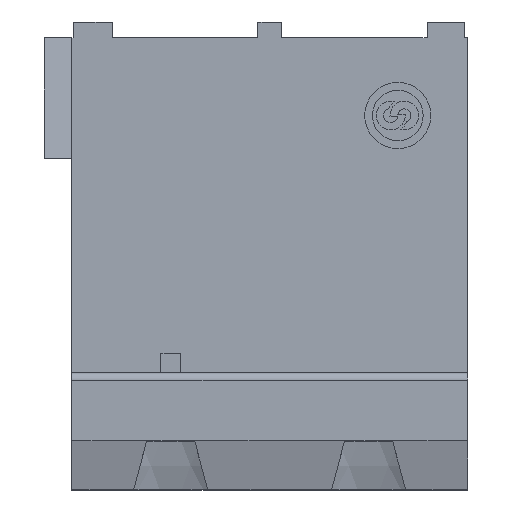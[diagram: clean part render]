
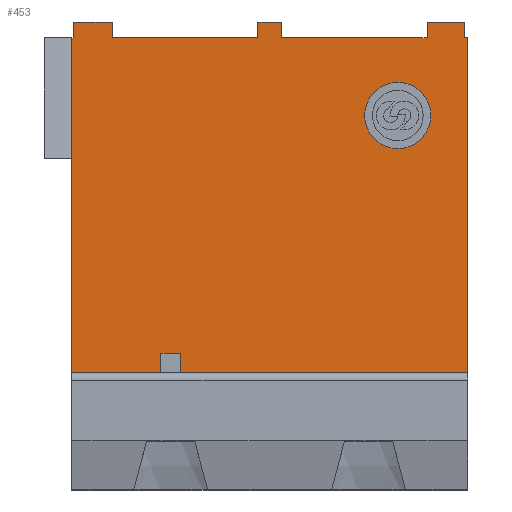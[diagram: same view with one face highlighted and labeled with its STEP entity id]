
A CAD part, top view. The second image highlights one B-rep face of the part: STEP entity #453.
In plain terms, the highlighted planar face has unit normal (0, 0, 1).
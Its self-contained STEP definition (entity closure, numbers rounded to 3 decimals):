
#426 = VERTEX_POINT('',#427);
#427 = CARTESIAN_POINT('',(4.98,-0.4,7.75));
#432 = EDGE_CURVE('',#433,#426,#435,.T.);
#433 = VERTEX_POINT('',#434);
#434 = CARTESIAN_POINT('',(6.68,-0.4,7.75));
#435 = CIRCLE('',#436,0.85);
#436 = AXIS2_PLACEMENT_3D('',#437,#438,#439);
#437 = CARTESIAN_POINT('',(5.83,-0.4,7.75));
#438 = DIRECTION('',(0.,0.,1.));
#439 = DIRECTION('',(1.,0.,0.));
#441 = EDGE_CURVE('',#426,#433,#442,.T.);
#442 = CIRCLE('',#443,0.85);
#443 = AXIS2_PLACEMENT_3D('',#444,#445,#446);
#444 = CARTESIAN_POINT('',(5.83,-0.4,7.75));
#445 = DIRECTION('',(0.,0.,1.));
#446 = DIRECTION('',(-1.,0.,0.));
#453 = ADVANCED_FACE('',(#454,#616),#620,.T.);
#454 = FACE_BOUND('',#455,.T.);
#455 = EDGE_LOOP('',(#456,#466,#474,#482,#490,#498,#506,#514,#522,#530,
    #538,#546,#554,#562,#570,#578,#586,#594,#602,#610));
#456 = ORIENTED_EDGE('',*,*,#457,.F.);
#457 = EDGE_CURVE('',#458,#460,#462,.T.);
#458 = VERTEX_POINT('',#459);
#459 = CARTESIAN_POINT('',(0.25,-7.,7.75));
#460 = VERTEX_POINT('',#461);
#461 = CARTESIAN_POINT('',(0.25,-6.5,7.75));
#462 = LINE('',#463,#464);
#463 = CARTESIAN_POINT('',(0.25,-7.,7.75));
#464 = VECTOR('',#465,1.);
#465 = DIRECTION('',(0.,1.,0.));
#466 = ORIENTED_EDGE('',*,*,#467,.F.);
#467 = EDGE_CURVE('',#468,#458,#470,.T.);
#468 = VERTEX_POINT('',#469);
#469 = CARTESIAN_POINT('',(7.62,-7.,7.75));
#470 = LINE('',#471,#472);
#471 = CARTESIAN_POINT('',(12.7,-7.,7.75));
#472 = VECTOR('',#473,1.);
#473 = DIRECTION('',(-1.,0.,0.));
#474 = ORIENTED_EDGE('',*,*,#475,.T.);
#475 = EDGE_CURVE('',#468,#476,#478,.T.);
#476 = VERTEX_POINT('',#477);
#477 = CARTESIAN_POINT('',(7.62,1.6,7.75));
#478 = LINE('',#479,#480);
#479 = CARTESIAN_POINT('',(7.62,-7.,7.75));
#480 = VECTOR('',#481,1.);
#481 = DIRECTION('',(0.,1.,0.));
#482 = ORIENTED_EDGE('',*,*,#483,.T.);
#483 = EDGE_CURVE('',#476,#484,#486,.T.);
#484 = VERTEX_POINT('',#485);
#485 = CARTESIAN_POINT('',(7.53,1.6,7.75));
#486 = LINE('',#487,#488);
#487 = CARTESIAN_POINT('',(7.62,1.6,7.75));
#488 = VECTOR('',#489,1.);
#489 = DIRECTION('',(-1.,0.,0.));
#490 = ORIENTED_EDGE('',*,*,#491,.F.);
#491 = EDGE_CURVE('',#492,#484,#494,.T.);
#492 = VERTEX_POINT('',#493);
#493 = CARTESIAN_POINT('',(7.53,2.,7.75));
#494 = LINE('',#495,#496);
#495 = CARTESIAN_POINT('',(7.53,2.,7.75));
#496 = VECTOR('',#497,1.);
#497 = DIRECTION('',(0.,-1.,0.));
#498 = ORIENTED_EDGE('',*,*,#499,.F.);
#499 = EDGE_CURVE('',#500,#492,#502,.T.);
#500 = VERTEX_POINT('',#501);
#501 = CARTESIAN_POINT('',(6.58,2.,7.75));
#502 = LINE('',#503,#504);
#503 = CARTESIAN_POINT('',(6.58,2.,7.75));
#504 = VECTOR('',#505,1.);
#505 = DIRECTION('',(1.,0.,0.));
#506 = ORIENTED_EDGE('',*,*,#507,.F.);
#507 = EDGE_CURVE('',#508,#500,#510,.T.);
#508 = VERTEX_POINT('',#509);
#509 = CARTESIAN_POINT('',(6.58,1.6,7.75));
#510 = LINE('',#511,#512);
#511 = CARTESIAN_POINT('',(6.58,1.6,7.75));
#512 = VECTOR('',#513,1.);
#513 = DIRECTION('',(0.,1.,0.));
#514 = ORIENTED_EDGE('',*,*,#515,.T.);
#515 = EDGE_CURVE('',#508,#516,#518,.T.);
#516 = VERTEX_POINT('',#517);
#517 = CARTESIAN_POINT('',(2.84,1.6,7.75));
#518 = LINE('',#519,#520);
#519 = CARTESIAN_POINT('',(6.58,1.6,7.75));
#520 = VECTOR('',#521,1.);
#521 = DIRECTION('',(-1.,0.,0.));
#522 = ORIENTED_EDGE('',*,*,#523,.T.);
#523 = EDGE_CURVE('',#516,#524,#526,.T.);
#524 = VERTEX_POINT('',#525);
#525 = CARTESIAN_POINT('',(2.84,2.,7.75));
#526 = LINE('',#527,#528);
#527 = CARTESIAN_POINT('',(2.84,1.6,7.75));
#528 = VECTOR('',#529,1.);
#529 = DIRECTION('',(0.,1.,0.));
#530 = ORIENTED_EDGE('',*,*,#531,.F.);
#531 = EDGE_CURVE('',#532,#524,#534,.T.);
#532 = VERTEX_POINT('',#533);
#533 = CARTESIAN_POINT('',(2.24,2.,7.75));
#534 = LINE('',#535,#536);
#535 = CARTESIAN_POINT('',(2.24,2.,7.75));
#536 = VECTOR('',#537,1.);
#537 = DIRECTION('',(1.,0.,0.));
#538 = ORIENTED_EDGE('',*,*,#539,.F.);
#539 = EDGE_CURVE('',#540,#532,#542,.T.);
#540 = VERTEX_POINT('',#541);
#541 = CARTESIAN_POINT('',(2.24,1.6,7.75));
#542 = LINE('',#543,#544);
#543 = CARTESIAN_POINT('',(2.24,1.6,7.75));
#544 = VECTOR('',#545,1.);
#545 = DIRECTION('',(0.,1.,0.));
#546 = ORIENTED_EDGE('',*,*,#547,.T.);
#547 = EDGE_CURVE('',#540,#548,#550,.T.);
#548 = VERTEX_POINT('',#549);
#549 = CARTESIAN_POINT('',(-1.5,1.6,7.75));
#550 = LINE('',#551,#552);
#551 = CARTESIAN_POINT('',(2.24,1.6,7.75));
#552 = VECTOR('',#553,1.);
#553 = DIRECTION('',(-1.,0.,0.));
#554 = ORIENTED_EDGE('',*,*,#555,.T.);
#555 = EDGE_CURVE('',#548,#556,#558,.T.);
#556 = VERTEX_POINT('',#557);
#557 = CARTESIAN_POINT('',(-1.5,2.,7.75));
#558 = LINE('',#559,#560);
#559 = CARTESIAN_POINT('',(-1.5,1.6,7.75));
#560 = VECTOR('',#561,1.);
#561 = DIRECTION('',(0.,1.,0.));
#562 = ORIENTED_EDGE('',*,*,#563,.T.);
#563 = EDGE_CURVE('',#556,#564,#566,.T.);
#564 = VERTEX_POINT('',#565);
#565 = CARTESIAN_POINT('',(-2.49,2.,7.75));
#566 = LINE('',#567,#568);
#567 = CARTESIAN_POINT('',(-1.5,2.,7.75));
#568 = VECTOR('',#569,1.);
#569 = DIRECTION('',(-1.,0.,0.));
#570 = ORIENTED_EDGE('',*,*,#571,.T.);
#571 = EDGE_CURVE('',#564,#572,#574,.T.);
#572 = VERTEX_POINT('',#573);
#573 = CARTESIAN_POINT('',(-2.49,1.6,7.75));
#574 = LINE('',#575,#576);
#575 = CARTESIAN_POINT('',(-2.49,2.,7.75));
#576 = VECTOR('',#577,1.);
#577 = DIRECTION('',(0.,-1.,0.));
#578 = ORIENTED_EDGE('',*,*,#579,.T.);
#579 = EDGE_CURVE('',#572,#580,#582,.T.);
#580 = VERTEX_POINT('',#581);
#581 = CARTESIAN_POINT('',(-2.54,1.6,7.75));
#582 = LINE('',#583,#584);
#583 = CARTESIAN_POINT('',(-2.49,1.6,7.75));
#584 = VECTOR('',#585,1.);
#585 = DIRECTION('',(-1.,0.,0.));
#586 = ORIENTED_EDGE('',*,*,#587,.F.);
#587 = EDGE_CURVE('',#588,#580,#590,.T.);
#588 = VERTEX_POINT('',#589);
#589 = CARTESIAN_POINT('',(-2.54,-7.,7.75));
#590 = LINE('',#591,#592);
#591 = CARTESIAN_POINT('',(-2.54,-7.,7.75));
#592 = VECTOR('',#593,1.);
#593 = DIRECTION('',(0.,1.,0.));
#594 = ORIENTED_EDGE('',*,*,#595,.F.);
#595 = EDGE_CURVE('',#596,#588,#598,.T.);
#596 = VERTEX_POINT('',#597);
#597 = CARTESIAN_POINT('',(-0.25,-7.,7.75));
#598 = LINE('',#599,#600);
#599 = CARTESIAN_POINT('',(-0.25,-7.,7.75));
#600 = VECTOR('',#601,1.);
#601 = DIRECTION('',(-1.,0.,0.));
#602 = ORIENTED_EDGE('',*,*,#603,.T.);
#603 = EDGE_CURVE('',#596,#604,#606,.T.);
#604 = VERTEX_POINT('',#605);
#605 = CARTESIAN_POINT('',(-0.25,-6.5,7.75));
#606 = LINE('',#607,#608);
#607 = CARTESIAN_POINT('',(-0.25,-7.,7.75));
#608 = VECTOR('',#609,1.);
#609 = DIRECTION('',(0.,1.,0.));
#610 = ORIENTED_EDGE('',*,*,#611,.F.);
#611 = EDGE_CURVE('',#460,#604,#612,.T.);
#612 = LINE('',#613,#614);
#613 = CARTESIAN_POINT('',(0.25,-6.5,7.75));
#614 = VECTOR('',#615,1.);
#615 = DIRECTION('',(-1.,0.,0.));
#616 = FACE_BOUND('',#617,.T.);
#617 = EDGE_LOOP('',(#618,#619));
#618 = ORIENTED_EDGE('',*,*,#441,.F.);
#619 = ORIENTED_EDGE('',*,*,#432,.F.);
#620 = PLANE('',#621);
#621 = AXIS2_PLACEMENT_3D('',#622,#623,#624);
#622 = CARTESIAN_POINT('',(2.478,-2.504,7.75));
#623 = DIRECTION('',(0.,0.,1.));
#624 = DIRECTION('',(0.,1.,0.));
